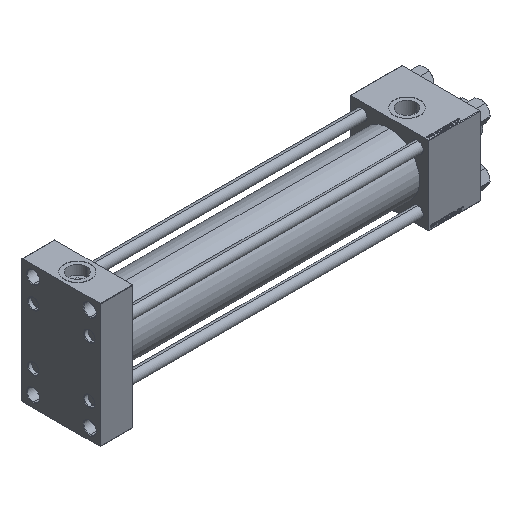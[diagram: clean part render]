
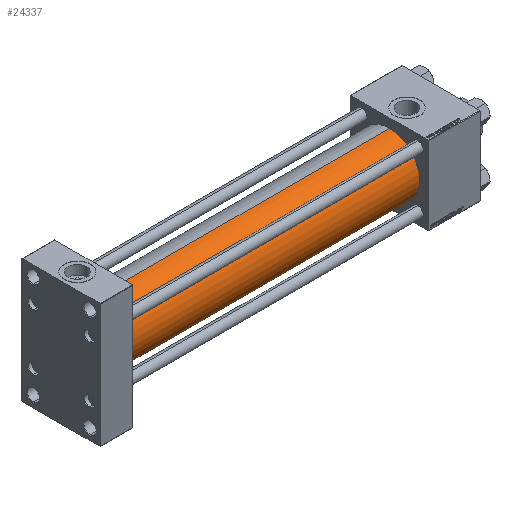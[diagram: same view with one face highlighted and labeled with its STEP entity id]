
A CAD part, isometric view. The second image highlights one B-rep face of the part: STEP entity #24337.
In plain terms, the highlighted cylindrical face has radius 34.5 mm (diameter 69 mm), a partial arc.
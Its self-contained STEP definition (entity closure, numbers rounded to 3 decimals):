
#1485 = DIRECTION ( 'NONE',  ( -1., 0., 0. ) ) ;
#2959 = DIRECTION ( 'NONE',  ( 1., 0., 0. ) ) ;
#4352 = CARTESIAN_POINT ( 'NONE',  ( 376., 0., -34.5 ) ) ;
#4917 = CARTESIAN_POINT ( 'NONE',  ( 37., 0., 34.5 ) ) ;
#5007 = CARTESIAN_POINT ( 'NONE',  ( 376., 0., -34.5 ) ) ;
#5837 = DIRECTION ( 'NONE',  ( 0., 0., 1. ) ) ;
#6108 = ORIENTED_EDGE ( 'NONE', *, *, #31018, .T. ) ;
#6757 = CARTESIAN_POINT ( 'NONE',  ( 376., 0., 0. ) ) ;
#6811 = VECTOR ( 'NONE', #12476, 1000. ) ;
#9643 = CARTESIAN_POINT ( 'NONE',  ( 37., 0., 0. ) ) ;
#12476 = DIRECTION ( 'NONE',  ( -1., 0., 0. ) ) ;
#12606 = EDGE_CURVE ( 'NONE', #33594, #42465, #30753, .T. ) ;
#13863 = CIRCLE ( 'NONE', #30855, 34.5 ) ;
#16977 = DIRECTION ( 'NONE',  ( 0., 0., 1. ) ) ;
#22249 = DIRECTION ( 'NONE',  ( 0., 0., -1. ) ) ;
#22410 = CARTESIAN_POINT ( 'NONE',  ( 37., 0., -34.5 ) ) ;
#22519 = DIRECTION ( 'NONE',  ( 1., 0., 0. ) ) ;
#22567 = CIRCLE ( 'NONE', #50103, 34.5 ) ;
#24337 = ADVANCED_FACE ( 'NONE', ( #31456 ), #39066, .T. ) ;
#25218 = EDGE_CURVE ( 'NONE', #26560, #33594, #22567, .T. ) ;
#26560 = VERTEX_POINT ( 'NONE', #33801 ) ;
#28797 = DIRECTION ( 'NONE',  ( -1., 0., 0. ) ) ;
#30753 = LINE ( 'NONE', #4352, #6811 ) ;
#30855 = AXIS2_PLACEMENT_3D ( 'NONE', #9643, #22519, #5837 ) ;
#31018 = EDGE_CURVE ( 'NONE', #40514, #42465, #13863, .T. ) ;
#31443 = AXIS2_PLACEMENT_3D ( 'NONE', #46923, #1485, #16977 ) ;
#31456 = FACE_OUTER_BOUND ( 'NONE', #44517, .T. ) ;
#33594 = VERTEX_POINT ( 'NONE', #5007 ) ;
#33801 = CARTESIAN_POINT ( 'NONE',  ( 376., 0., 34.5 ) ) ;
#33840 = ORIENTED_EDGE ( 'NONE', *, *, #25218, .F. ) ;
#35097 = VECTOR ( 'NONE', #28797, 1000. ) ;
#36161 = EDGE_CURVE ( 'NONE', #26560, #40514, #36644, .T. ) ;
#36644 = LINE ( 'NONE', #45004, #35097 ) ;
#37457 = ORIENTED_EDGE ( 'NONE', *, *, #12606, .F. ) ;
#39066 = CYLINDRICAL_SURFACE ( 'NONE', #31443, 34.5 ) ;
#40514 = VERTEX_POINT ( 'NONE', #4917 ) ;
#42465 = VERTEX_POINT ( 'NONE', #22410 ) ;
#44517 = EDGE_LOOP ( 'NONE', ( #37457, #33840, #45715, #6108 ) ) ;
#45004 = CARTESIAN_POINT ( 'NONE',  ( 376., 0., 34.5 ) ) ;
#45715 = ORIENTED_EDGE ( 'NONE', *, *, #36161, .T. ) ;
#46923 = CARTESIAN_POINT ( 'NONE',  ( 376., 0., 0. ) ) ;
#50103 = AXIS2_PLACEMENT_3D ( 'NONE', #6757, #2959, #22249 ) ;
